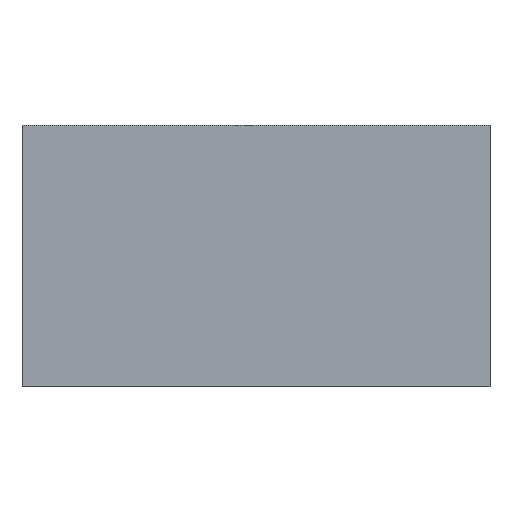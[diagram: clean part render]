
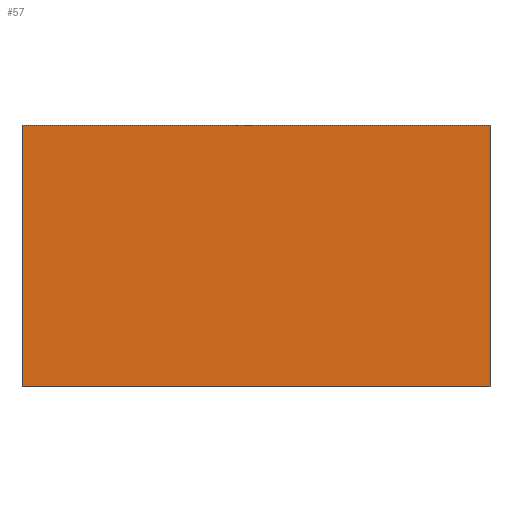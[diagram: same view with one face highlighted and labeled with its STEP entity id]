
A CAD part, top view. The second image highlights one B-rep face of the part: STEP entity #57.
In plain terms, the highlighted planar face has unit normal (0, 0, 1).
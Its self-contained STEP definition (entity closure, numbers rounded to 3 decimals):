
#16 = VERTEX_POINT ( 'NONE', #69 ) ;
#19 = ORIENTED_EDGE ( 'NONE', *, *, #228, .T. ) ;
#24 = LINE ( 'NONE', #203, #222 ) ;
#25 = ORIENTED_EDGE ( 'NONE', *, *, #153, .T. ) ;
#32 = VERTEX_POINT ( 'NONE', #92 ) ;
#37 = DIRECTION ( 'NONE',  ( 0., -1., 0. ) ) ;
#43 = DIRECTION ( 'NONE',  ( 0., 1., 0. ) ) ;
#57 = ADVANCED_FACE ( 'NONE', ( #105 ), #183, .F. ) ;
#58 = CARTESIAN_POINT ( 'NONE',  ( 0., 0., 18. ) ) ;
#63 = ORIENTED_EDGE ( 'NONE', *, *, #151, .T. ) ;
#67 = VERTEX_POINT ( 'NONE', #107 ) ;
#69 = CARTESIAN_POINT ( 'NONE',  ( 0., 38., 18. ) ) ;
#72 = DIRECTION ( 'NONE',  ( 0., -1., 0. ) ) ;
#85 = VECTOR ( 'NONE', #72, 1000. ) ;
#89 = AXIS2_PLACEMENT_3D ( 'NONE', #161, #182, #37 ) ;
#91 = DIRECTION ( 'NONE',  ( -1., 0., 0. ) ) ;
#92 = CARTESIAN_POINT ( 'NONE',  ( 68., 0., 18. ) ) ;
#93 = LINE ( 'NONE', #208, #234 ) ;
#105 = FACE_OUTER_BOUND ( 'NONE', #121, .T. ) ;
#107 = CARTESIAN_POINT ( 'NONE',  ( 0., 0., 18. ) ) ;
#121 = EDGE_LOOP ( 'NONE', ( #219, #63, #25, #19 ) ) ;
#122 = EDGE_CURVE ( 'NONE', #16, #67, #187, .T. ) ;
#134 = DIRECTION ( 'NONE',  ( 1., 0., 0. ) ) ;
#137 = VECTOR ( 'NONE', #134, 1000. ) ;
#148 = CARTESIAN_POINT ( 'NONE',  ( 68., 38., 18. ) ) ;
#151 = EDGE_CURVE ( 'NONE', #67, #32, #224, .T. ) ;
#153 = EDGE_CURVE ( 'NONE', #32, #214, #93, .T. ) ;
#161 = CARTESIAN_POINT ( 'NONE',  ( 0., 0., 18. ) ) ;
#182 = DIRECTION ( 'NONE',  ( 0., 0., -1. ) ) ;
#183 = PLANE ( 'NONE',  #89 ) ;
#187 = LINE ( 'NONE', #188, #85 ) ;
#188 = CARTESIAN_POINT ( 'NONE',  ( 0., 0., 18. ) ) ;
#203 = CARTESIAN_POINT ( 'NONE',  ( 0., 38., 18. ) ) ;
#208 = CARTESIAN_POINT ( 'NONE',  ( 68., 0., 18. ) ) ;
#214 = VERTEX_POINT ( 'NONE', #148 ) ;
#219 = ORIENTED_EDGE ( 'NONE', *, *, #122, .T. ) ;
#222 = VECTOR ( 'NONE', #91, 1000. ) ;
#224 = LINE ( 'NONE', #58, #137 ) ;
#228 = EDGE_CURVE ( 'NONE', #214, #16, #24, .T. ) ;
#234 = VECTOR ( 'NONE', #43, 1000. ) ;
